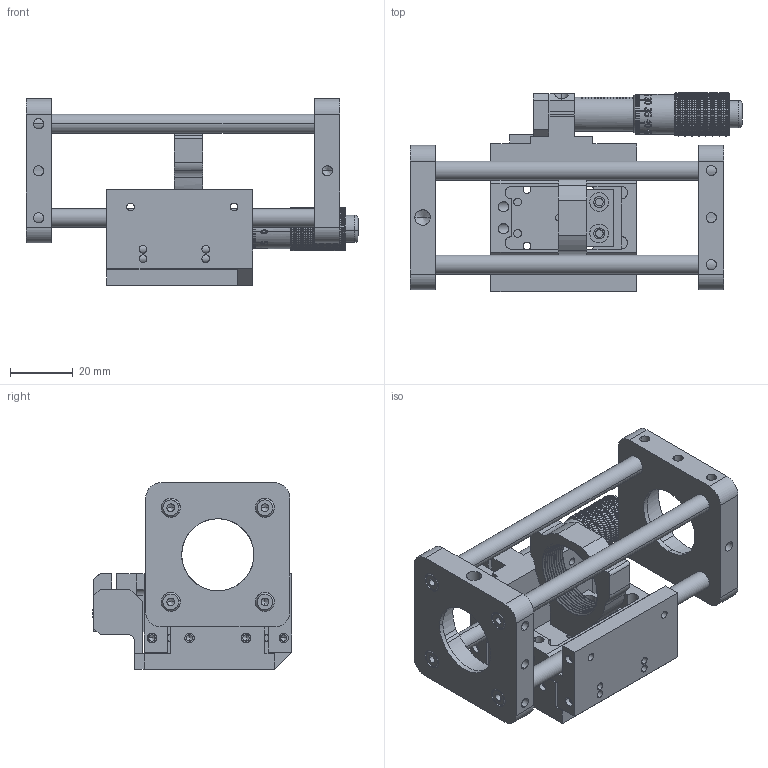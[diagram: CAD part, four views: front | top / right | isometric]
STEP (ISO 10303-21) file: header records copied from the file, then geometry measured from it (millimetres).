
FILE_DESCRIPTION(/* description */ (''),/* implementation_level */ '2;1');
FILE_NAME(/* name */ '30-TzNc-M-SM1',/* time_stamp */ '2025-06-30T14:52:05+03:00',/* author */ (''),/* organization */ (''),/* preprocessor_version */ 'ST-DEVELOPER v16.5',/* originating_system */ 'Rhino 7.34',/* authorisation */ '');
FILE_SCHEMA (('AUTOMOTIVE_DESIGN'));
Products named in the file (1): Document
Bounding box: 105.79 x 63.45 x 59.5 mm (x, y, z)
Volume: 85008.5 mm3; surface area: 51068.2 mm2
Topology: 10 solids, 10 shells, 5223 faces, 15414 edges, 9601 vertices
Faces by surface type: plane 3625, cylinder 1069, bspline 529
Entity records: 178429 total; most frequent: CARTESIAN_POINT 78896, ORIENTED_EDGE 30728, EDGE_CURVE 15364, B_SPLINE_CURVE_WITH_KNOTS 12934, VERTEX_POINT 9601, EDGE_LOOP 5545, ADVANCED_FACE 5223, FACE_OUTER_BOUND 5223
